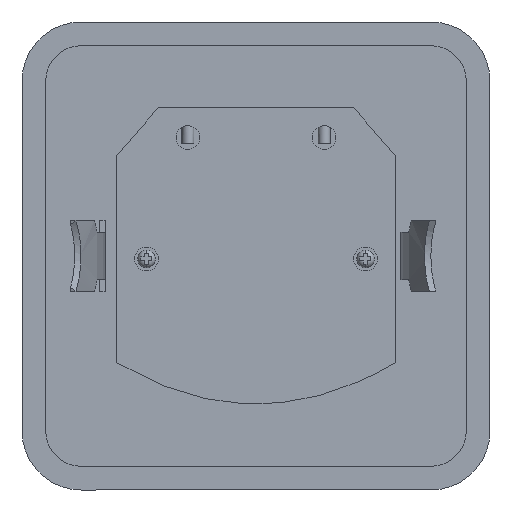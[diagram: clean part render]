
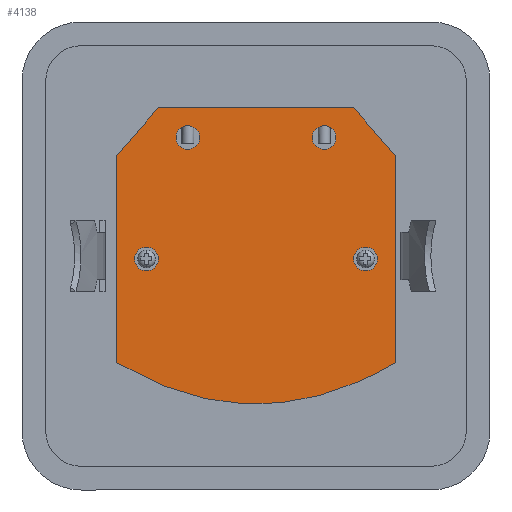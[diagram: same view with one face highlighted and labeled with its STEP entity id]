
A CAD part, front view. The second image highlights one B-rep face of the part: STEP entity #4138.
In plain terms, the highlighted planar face has unit normal (0, -1, 0).
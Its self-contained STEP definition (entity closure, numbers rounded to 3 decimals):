
#56 = DIRECTION ( 'NONE',  ( 0., -1., 0. ) ) ;
#77 = ORIENTED_EDGE ( 'NONE', *, *, #5359, .F. ) ;
#184 = CARTESIAN_POINT ( 'NONE',  ( 11.5, 0., 20. ) ) ;
#191 = ORIENTED_EDGE ( 'NONE', *, *, #4739, .T. ) ;
#317 = DIRECTION ( 'NONE',  ( -1., 0., 0. ) ) ;
#346 = FACE_BOUND ( 'NONE', #3575, .T. ) ;
#386 = DIRECTION ( 'NONE',  ( 0., -1., 0. ) ) ;
#401 = AXIS2_PLACEMENT_3D ( 'NONE', #5185, #4298, #529 ) ;
#434 = CIRCLE ( 'NONE', #1065, 2. ) ;
#529 = DIRECTION ( 'NONE',  ( 0., 0., -1. ) ) ;
#588 = LINE ( 'NONE', #3943, #3043 ) ;
#607 = AXIS2_PLACEMENT_3D ( 'NONE', #2715, #5553, #4658 ) ;
#613 = DIRECTION ( 'NONE',  ( 0., 0., -1. ) ) ;
#624 = ORIENTED_EDGE ( 'NONE', *, *, #4597, .F. ) ;
#633 = LINE ( 'NONE', #2611, #3879 ) ;
#649 = DIRECTION ( 'NONE',  ( 0., 0., -1. ) ) ;
#682 = AXIS2_PLACEMENT_3D ( 'NONE', #3742, #1462, #5246 ) ;
#686 = DIRECTION ( 'NONE',  ( 0., 0., 1. ) ) ;
#883 = CARTESIAN_POINT ( 'NONE',  ( 18.5, 0., -2.5 ) ) ;
#917 = DIRECTION ( 'NONE',  ( 0., -1., 0. ) ) ;
#1007 = VERTEX_POINT ( 'NONE', #5142 ) ;
#1015 = VERTEX_POINT ( 'NONE', #5166 ) ;
#1065 = AXIS2_PLACEMENT_3D ( 'NONE', #1754, #386, #3613 ) ;
#1119 = DIRECTION ( 'NONE',  ( 0., -1., 0. ) ) ;
#1137 = CIRCLE ( 'NONE', #5162, 2. ) ;
#1185 = ORIENTED_EDGE ( 'NONE', *, *, #3015, .T. ) ;
#1286 = VERTEX_POINT ( 'NONE', #4792 ) ;
#1320 = ORIENTED_EDGE ( 'NONE', *, *, #5674, .T. ) ;
#1329 = CARTESIAN_POINT ( 'NONE',  ( -11.5, 0., 22. ) ) ;
#1462 = DIRECTION ( 'NONE',  ( 0., -1., 0. ) ) ;
#1496 = CARTESIAN_POINT ( 'NONE',  ( 23.5, 0., -18. ) ) ;
#1498 = EDGE_LOOP ( 'NONE', ( #3973, #3265 ) ) ;
#1520 = EDGE_CURVE ( 'NONE', #2614, #4893, #633, .T. ) ;
#1539 = CARTESIAN_POINT ( 'NONE',  ( -11.5, 0., 20. ) ) ;
#1567 = CIRCLE ( 'NONE', #682, 2. ) ;
#1644 = EDGE_LOOP ( 'NONE', ( #624, #5616 ) ) ;
#1658 = CARTESIAN_POINT ( 'NONE',  ( -18.5, 0., 1.5 ) ) ;
#1706 = CIRCLE ( 'NONE', #4649, 2. ) ;
#1754 = CARTESIAN_POINT ( 'NONE',  ( 18.5, 0., -0.5 ) ) ;
#1769 = EDGE_CURVE ( 'NONE', #5510, #2207, #1137, .T. ) ;
#1820 = EDGE_CURVE ( 'NONE', #1286, #1007, #5651, .T. ) ;
#1857 = CARTESIAN_POINT ( 'NONE',  ( -11.5, 0., 18. ) ) ;
#1904 = PLANE ( 'NONE',  #5625 ) ;
#1947 = B_SPLINE_CURVE_WITH_KNOTS ( 'NONE', 2,
 ( #4779, #2448, #1496 ),
 .UNSPECIFIED., .F., .F.,
 ( 3, 3 ),
 ( 0., 1. ),
 .UNSPECIFIED. ) ;
#2001 = ORIENTED_EDGE ( 'NONE', *, *, #3528, .F. ) ;
#2078 = FACE_BOUND ( 'NONE', #2156, .T. ) ;
#2106 = CARTESIAN_POINT ( 'NONE',  ( 11.5, 0., 18. ) ) ;
#2156 = EDGE_LOOP ( 'NONE', ( #77, #3109 ) ) ;
#2207 = VERTEX_POINT ( 'NONE', #883 ) ;
#2231 = CARTESIAN_POINT ( 'NONE',  ( 23.5, 0., -18. ) ) ;
#2370 = DIRECTION ( 'NONE',  ( -0.659, 0., -0.753 ) ) ;
#2407 = EDGE_CURVE ( 'NONE', #5692, #4514, #4389, .T. ) ;
#2448 = CARTESIAN_POINT ( 'NONE',  ( 0., 0., -32. ) ) ;
#2498 = DIRECTION ( 'NONE',  ( 0., 0., -1. ) ) ;
#2513 = CARTESIAN_POINT ( 'NONE',  ( 23.5, 0., 17. ) ) ;
#2515 = CARTESIAN_POINT ( 'NONE',  ( 16.5, 0., 25. ) ) ;
#2611 = CARTESIAN_POINT ( 'NONE',  ( 21.735, 0., 19.018 ) ) ;
#2614 = VERTEX_POINT ( 'NONE', #2515 ) ;
#2664 = EDGE_CURVE ( 'NONE', #2614, #5235, #4534, .T. ) ;
#2687 = CARTESIAN_POINT ( 'NONE',  ( -16.5, 0., 25. ) ) ;
#2715 = CARTESIAN_POINT ( 'NONE',  ( -18.5, 0., -0.5 ) ) ;
#2725 = VERTEX_POINT ( 'NONE', #2231 ) ;
#2787 = DIRECTION ( 'NONE',  ( 0., 0., 1. ) ) ;
#2851 = VERTEX_POINT ( 'NONE', #1857 ) ;
#2879 = FACE_BOUND ( 'NONE', #1644, .T. ) ;
#2908 = CARTESIAN_POINT ( 'NONE',  ( -21.735, 0., 19.018 ) ) ;
#3009 = VECTOR ( 'NONE', #649, 1000. ) ;
#3015 = EDGE_CURVE ( 'NONE', #1007, #2725, #1947, .T. ) ;
#3036 = ORIENTED_EDGE ( 'NONE', *, *, #1820, .T. ) ;
#3043 = VECTOR ( 'NONE', #686, 1000. ) ;
#3109 = ORIENTED_EDGE ( 'NONE', *, *, #4914, .F. ) ;
#3265 = ORIENTED_EDGE ( 'NONE', *, *, #4727, .F. ) ;
#3421 = DIRECTION ( 'NONE',  ( 0., -1., 0. ) ) ;
#3434 = ORIENTED_EDGE ( 'NONE', *, *, #1520, .F. ) ;
#3452 = CARTESIAN_POINT ( 'NONE',  ( 0., 0., 25. ) ) ;
#3528 = EDGE_CURVE ( 'NONE', #2207, #5510, #434, .T. ) ;
#3553 = ORIENTED_EDGE ( 'NONE', *, *, #1769, .F. ) ;
#3554 = VERTEX_POINT ( 'NONE', #1329 ) ;
#3575 = EDGE_LOOP ( 'NONE', ( #2001, #3553 ) ) ;
#3613 = DIRECTION ( 'NONE',  ( 0., 0., -1. ) ) ;
#3742 = CARTESIAN_POINT ( 'NONE',  ( 11.5, 0., 20. ) ) ;
#3781 = DIRECTION ( 'NONE',  ( 0., 0., -1. ) ) ;
#3879 = VECTOR ( 'NONE', #4960, 1000. ) ;
#3943 = CARTESIAN_POINT ( 'NONE',  ( 23.5, 0., 0. ) ) ;
#3973 = ORIENTED_EDGE ( 'NONE', *, *, #2407, .F. ) ;
#4081 = VECTOR ( 'NONE', #317, 1000. ) ;
#4100 = CARTESIAN_POINT ( 'NONE',  ( -11.5, 0., 20. ) ) ;
#4138 = ADVANCED_FACE ( 'NONE', ( #346, #2879, #5444, #2078, #4409 ), #1904, .F. ) ;
#4180 = DIRECTION ( 'NONE',  ( 0., 1., 0. ) ) ;
#4222 = CARTESIAN_POINT ( 'NONE',  ( 18.5, 0., -0.5 ) ) ;
#4298 = DIRECTION ( 'NONE',  ( 0., -1., 0. ) ) ;
#4359 = VERTEX_POINT ( 'NONE', #1658 ) ;
#4389 = CIRCLE ( 'NONE', #5681, 2. ) ;
#4409 = FACE_OUTER_BOUND ( 'NONE', #4564, .T. ) ;
#4514 = VERTEX_POINT ( 'NONE', #5897 ) ;
#4534 = LINE ( 'NONE', #3452, #4081 ) ;
#4564 = EDGE_LOOP ( 'NONE', ( #1185, #1320, #3434, #6031, #191, #3036 ) ) ;
#4597 = EDGE_CURVE ( 'NONE', #1015, #4359, #5287, .T. ) ;
#4649 = AXIS2_PLACEMENT_3D ( 'NONE', #1539, #1119, #613 ) ;
#4658 = DIRECTION ( 'NONE',  ( 0., 0., -1. ) ) ;
#4691 = EDGE_CURVE ( 'NONE', #4359, #1015, #5133, .T. ) ;
#4727 = EDGE_CURVE ( 'NONE', #4514, #5692, #1567, .T. ) ;
#4739 = EDGE_CURVE ( 'NONE', #5235, #1286, #5214, .T. ) ;
#4779 = CARTESIAN_POINT ( 'NONE',  ( -23.5, 0., -18. ) ) ;
#4792 = CARTESIAN_POINT ( 'NONE',  ( -23.5, 0., 17. ) ) ;
#4893 = VERTEX_POINT ( 'NONE', #2513 ) ;
#4914 = EDGE_CURVE ( 'NONE', #3554, #2851, #1706, .T. ) ;
#4960 = DIRECTION ( 'NONE',  ( 0.659, 0., -0.753 ) ) ;
#5133 = CIRCLE ( 'NONE', #401, 2. ) ;
#5142 = CARTESIAN_POINT ( 'NONE',  ( -23.5, 0., -18. ) ) ;
#5162 = AXIS2_PLACEMENT_3D ( 'NONE', #4222, #56, #3781 ) ;
#5166 = CARTESIAN_POINT ( 'NONE',  ( -18.5, 0., -2.5 ) ) ;
#5185 = CARTESIAN_POINT ( 'NONE',  ( -18.5, 0., -0.5 ) ) ;
#5214 = LINE ( 'NONE', #2908, #5503 ) ;
#5235 = VERTEX_POINT ( 'NONE', #2687 ) ;
#5246 = DIRECTION ( 'NONE',  ( 0., 0., -1. ) ) ;
#5255 = CIRCLE ( 'NONE', #5867, 2. ) ;
#5263 = CARTESIAN_POINT ( 'NONE',  ( -23.5, 0., 0. ) ) ;
#5287 = CIRCLE ( 'NONE', #607, 2. ) ;
#5359 = EDGE_CURVE ( 'NONE', #2851, #3554, #5255, .T. ) ;
#5444 = FACE_BOUND ( 'NONE', #1498, .T. ) ;
#5503 = VECTOR ( 'NONE', #2370, 1000. ) ;
#5510 = VERTEX_POINT ( 'NONE', #5627 ) ;
#5553 = DIRECTION ( 'NONE',  ( 0., -1., 0. ) ) ;
#5612 = DIRECTION ( 'NONE',  ( 0., 0., -1. ) ) ;
#5616 = ORIENTED_EDGE ( 'NONE', *, *, #4691, .F. ) ;
#5625 = AXIS2_PLACEMENT_3D ( 'NONE', #5663, #4180, #2787 ) ;
#5627 = CARTESIAN_POINT ( 'NONE',  ( 18.5, 0., 1.5 ) ) ;
#5651 = LINE ( 'NONE', #5263, #3009 ) ;
#5663 = CARTESIAN_POINT ( 'NONE',  ( 0., 0., 0. ) ) ;
#5674 = EDGE_CURVE ( 'NONE', #2725, #4893, #588, .T. ) ;
#5681 = AXIS2_PLACEMENT_3D ( 'NONE', #184, #3421, #2498 ) ;
#5692 = VERTEX_POINT ( 'NONE', #2106 ) ;
#5867 = AXIS2_PLACEMENT_3D ( 'NONE', #4100, #917, #5612 ) ;
#5897 = CARTESIAN_POINT ( 'NONE',  ( 11.5, 0., 22. ) ) ;
#6031 = ORIENTED_EDGE ( 'NONE', *, *, #2664, .T. ) ;
